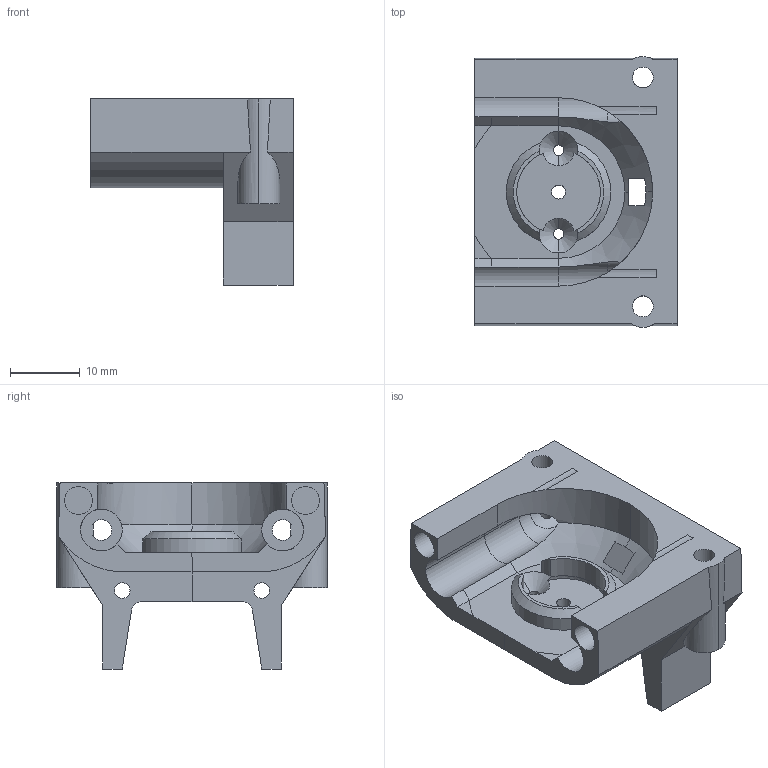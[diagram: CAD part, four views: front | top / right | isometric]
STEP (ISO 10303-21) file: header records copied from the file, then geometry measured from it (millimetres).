
FILE_DESCRIPTION(('FreeCAD Model'),'2;1');
FILE_NAME('Open CASCADE Shape Model','2022-11-28T18:52:42',(''),(''), 'Open CASCADE STEP processor 7.5','FreeCAD','Unknown');
FILE_SCHEMA(('AUTOMOTIVE_DESIGN { 1 0 10303 214 1 1 1 1 }'));
Length unit declared in the file: millimetre
Products named in the file (1): housing_lower
Bounding box: 29 x 38.79 x 26.66 mm (x, y, z)
Volume: 7910.4 mm3; surface area: 6185.9 mm2
Topology: 1 solids, 1 shells, 113 faces, 313 edges, 200 vertices
Faces by surface type: cylinder 53, plane 50, cone 8, bspline 2
Full cylindrical faces by diameter (mm): 1.5 x2, 2 x1, 2.25 x2, 3 x4, 4 x2, 4.5 x2, 6 x3
Entity records: 11053 total; most frequent: CARTESIAN_POINT 4894, DIRECTION 1133, ORIENTED_EDGE 626, PCURVE 626, DEFINITIONAL_REPRESENTATION 626, LINE 597, VECTOR 597, EDGE_CURVE 313
